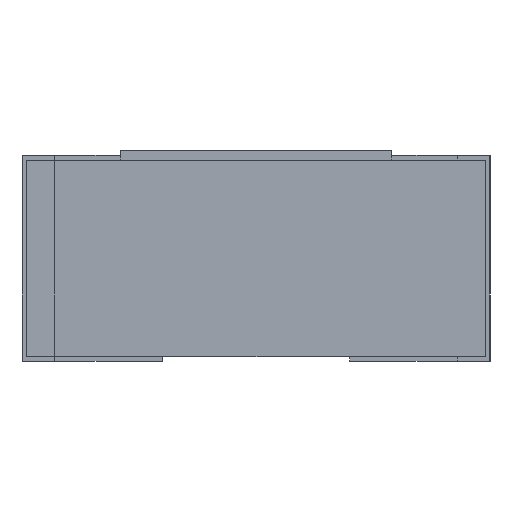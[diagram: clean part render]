
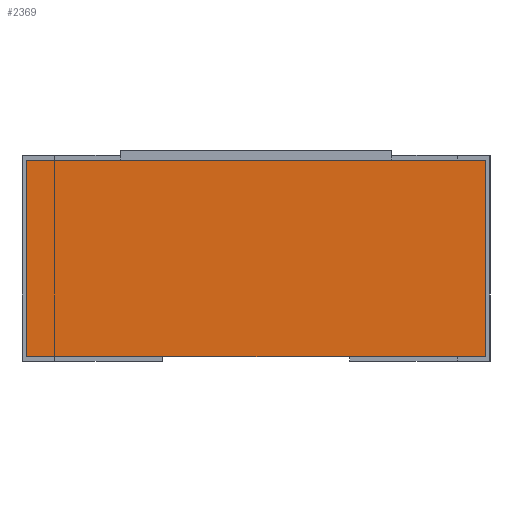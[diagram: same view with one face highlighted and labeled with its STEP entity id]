
A CAD part, left-side view. The second image highlights one B-rep face of the part: STEP entity #2369.
In plain terms, the highlighted planar face has unit normal (-1, 0, 0).
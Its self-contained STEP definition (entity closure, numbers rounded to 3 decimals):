
#285 = ORIENTED_EDGE ( 'NONE', *, *, #5652, .F. ) ;
#1276 = CARTESIAN_POINT ( 'NONE',  ( -1., -0.49, 0.01 ) ) ;
#2369 = ADVANCED_FACE ( 'NONE', ( #11647 ), #6097, .F. ) ;
#2522 = VERTEX_POINT ( 'NONE', #5148 ) ;
#2634 = CARTESIAN_POINT ( 'NONE',  ( -1., -0.49, 0.43 ) ) ;
#2729 = VERTEX_POINT ( 'NONE', #1276 ) ;
#3805 = DIRECTION ( 'NONE',  ( 0., 0., -1. ) ) ;
#3944 = VECTOR ( 'NONE', #12810, 1000. ) ;
#3956 = CARTESIAN_POINT ( 'NONE',  ( -1., -0.49, 0.43 ) ) ;
#3974 = ORIENTED_EDGE ( 'NONE', *, *, #5357, .T. ) ;
#4030 = CARTESIAN_POINT ( 'NONE',  ( -1., 0.49, 0.01 ) ) ;
#4415 = VECTOR ( 'NONE', #8280, 1000. ) ;
#4510 = CARTESIAN_POINT ( 'NONE',  ( -1., 0.49, 0.43 ) ) ;
#5148 = CARTESIAN_POINT ( 'NONE',  ( -1., -0.49, 0.43 ) ) ;
#5357 = EDGE_CURVE ( 'NONE', #10076, #9281, #15095, .T. ) ;
#5379 = DIRECTION ( 'NONE',  ( 0., 0., -1. ) ) ;
#5652 = EDGE_CURVE ( 'NONE', #10076, #2522, #6855, .T. ) ;
#6097 = PLANE ( 'NONE',  #15712 ) ;
#6586 = LINE ( 'NONE', #14654, #16794 ) ;
#6855 = LINE ( 'NONE', #3956, #9219 ) ;
#7422 = CARTESIAN_POINT ( 'NONE',  ( -1., -0.49, 0.01 ) ) ;
#7604 = EDGE_CURVE ( 'NONE', #9281, #2729, #16474, .T. ) ;
#8280 = DIRECTION ( 'NONE',  ( 0., 0., -1. ) ) ;
#9219 = VECTOR ( 'NONE', #11892, 1000. ) ;
#9281 = VERTEX_POINT ( 'NONE', #4030 ) ;
#9295 = EDGE_CURVE ( 'NONE', #2522, #2729, #6586, .T. ) ;
#10076 = VERTEX_POINT ( 'NONE', #14271 ) ;
#11515 = ORIENTED_EDGE ( 'NONE', *, *, #7604, .T. ) ;
#11647 = FACE_OUTER_BOUND ( 'NONE', #14519, .T. ) ;
#11892 = DIRECTION ( 'NONE',  ( 0., -1., 0. ) ) ;
#12091 = DIRECTION ( 'NONE',  ( 1., 0., 0. ) ) ;
#12810 = DIRECTION ( 'NONE',  ( 0., -1., 0. ) ) ;
#13629 = ORIENTED_EDGE ( 'NONE', *, *, #9295, .F. ) ;
#14271 = CARTESIAN_POINT ( 'NONE',  ( -1., 0.49, 0.43 ) ) ;
#14519 = EDGE_LOOP ( 'NONE', ( #11515, #13629, #285, #3974 ) ) ;
#14654 = CARTESIAN_POINT ( 'NONE',  ( -1., -0.49, 0.43 ) ) ;
#15095 = LINE ( 'NONE', #4510, #4415 ) ;
#15712 = AXIS2_PLACEMENT_3D ( 'NONE', #2634, #12091, #3805 ) ;
#16474 = LINE ( 'NONE', #7422, #3944 ) ;
#16794 = VECTOR ( 'NONE', #5379, 1000. ) ;
